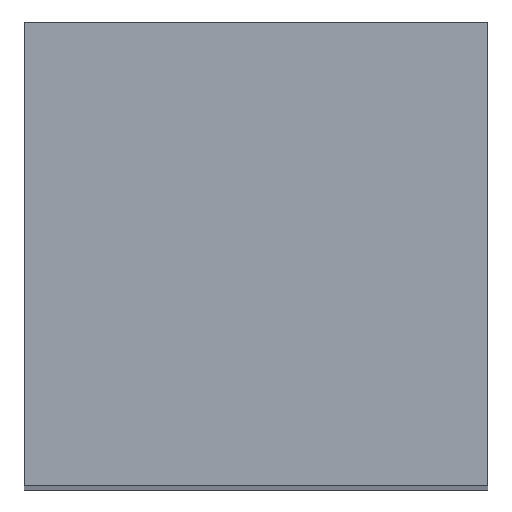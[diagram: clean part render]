
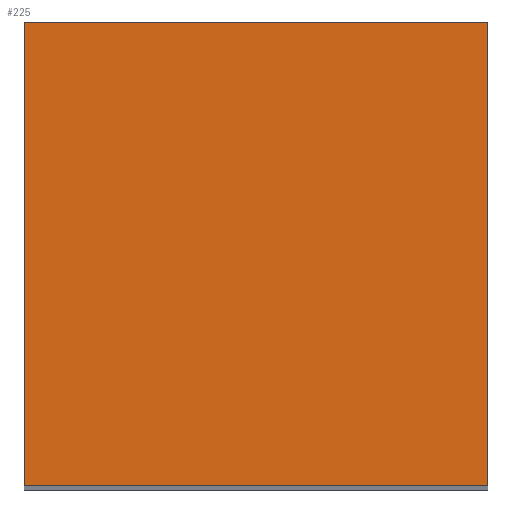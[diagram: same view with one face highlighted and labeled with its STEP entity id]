
A CAD part, top view. The second image highlights one B-rep face of the part: STEP entity #225.
In plain terms, the highlighted planar face has unit normal (0, 0, 1).
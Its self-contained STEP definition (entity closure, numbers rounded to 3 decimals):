
#31=LINE('',#362,#43);
#32=LINE('',#364,#44);
#33=LINE('',#366,#45);
#34=LINE('',#368,#46);
#43=VECTOR('',#290,1000.);
#44=VECTOR('',#293,1000.);
#45=VECTOR('',#294,1000.);
#46=VECTOR('',#295,1000.);
#57=ORIENTED_EDGE('',*,*,#105,.F.);
#58=ORIENTED_EDGE('',*,*,#104,.F.);
#59=ORIENTED_EDGE('',*,*,#106,.T.);
#60=ORIENTED_EDGE('',*,*,#107,.T.);
#104=EDGE_CURVE('',#128,#126,#31,.T.);
#105=EDGE_CURVE('',#126,#129,#32,.T.);
#106=EDGE_CURVE('',#128,#130,#33,.T.);
#107=EDGE_CURVE('',#130,#129,#34,.T.);
#126=VERTEX_POINT('',#357);
#128=VERTEX_POINT('',#361);
#129=VERTEX_POINT('',#365);
#130=VERTEX_POINT('',#367);
#158=EDGE_LOOP('',(#57,#58,#59,#60));
#188=FACE_BOUND('',#158,.T.);
#217=PLANE('',#255);
#225=ADVANCED_FACE('',(#188),#217,.T.);
#255=AXIS2_PLACEMENT_3D('',#363,#291,#292);
#290=DIRECTION('',(1.,0.,0.));
#291=DIRECTION('',(0.,0.,1.));
#292=DIRECTION('',(1.,0.,0.));
#293=DIRECTION('',(0.,-1.,0.));
#294=DIRECTION('',(0.,-1.,0.));
#295=DIRECTION('',(1.,0.,0.));
#357=CARTESIAN_POINT('',(0.,8.,0.));
#361=CARTESIAN_POINT('',(-8.,8.,0.));
#362=CARTESIAN_POINT('',(-8.,8.,0.));
#363=CARTESIAN_POINT('',(-8.,8.,0.));
#364=CARTESIAN_POINT('',(0.,8.,0.));
#365=CARTESIAN_POINT('',(0.,0.,0.));
#366=CARTESIAN_POINT('',(-8.,8.,0.));
#367=CARTESIAN_POINT('',(-8.,0.,0.));
#368=CARTESIAN_POINT('',(-8.,0.,0.));
